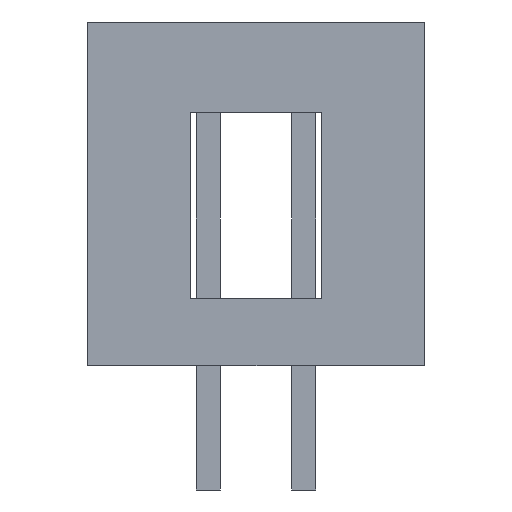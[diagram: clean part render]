
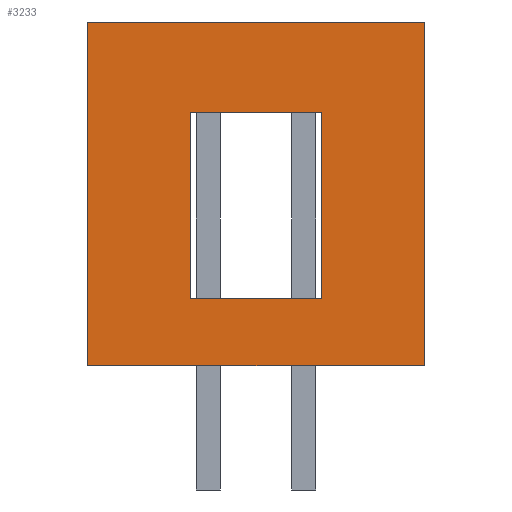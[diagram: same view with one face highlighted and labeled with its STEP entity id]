
A CAD part, left-side view. The second image highlights one B-rep face of the part: STEP entity #3233.
In plain terms, the highlighted planar face has unit normal (-1, 0, 0).
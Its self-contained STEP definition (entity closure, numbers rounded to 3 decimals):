
#2681=CARTESIAN_POINT('',(-8.89,-1.75,6.75));
#2682=VERTEX_POINT('',#2681);
#2697=CARTESIAN_POINT('',(-8.89,-1.75,1.8));
#2698=VERTEX_POINT('',#2697);
#2705=CARTESIAN_POINT('',(-8.89,-1.75,6.75));
#2706=DIRECTION('',(0.0,0.0,-1.0));
#2707=VECTOR('',#2706,4.95);
#2708=LINE('',#2705,#2707);
#2709=EDGE_CURVE('',#2682,#2698,#2708,.T.);
#2719=CARTESIAN_POINT('',(-8.89,1.75,6.75));
#2720=VERTEX_POINT('',#2719);
#2729=CARTESIAN_POINT('',(-8.89,1.75,1.8));
#2730=VERTEX_POINT('',#2729);
#2731=CARTESIAN_POINT('',(-8.89,1.75,1.8));
#2732=DIRECTION('',(0.0,0.0,1.0));
#2733=VECTOR('',#2732,4.95);
#2734=LINE('',#2731,#2733);
#2735=EDGE_CURVE('',#2730,#2720,#2734,.T.);
#2760=CARTESIAN_POINT('',(-8.89,1.75,6.75));
#2761=DIRECTION('',(0.0,-1.0,0.0));
#2762=VECTOR('',#2761,3.5);
#2763=LINE('',#2760,#2762);
#2764=EDGE_CURVE('',#2720,#2682,#2763,.T.);
#2939=CARTESIAN_POINT('',(-8.89,4.475,9.15));
#2940=VERTEX_POINT('',#2939);
#2947=CARTESIAN_POINT('',(-8.89,-4.475,9.15));
#2948=VERTEX_POINT('',#2947);
#2949=CARTESIAN_POINT('',(-8.89,-4.475,9.15));
#2950=DIRECTION('',(0.0,1.0,0.0));
#2951=VECTOR('',#2950,8.95);
#2952=LINE('',#2949,#2951);
#2953=EDGE_CURVE('',#2948,#2940,#2952,.T.);
#3103=CARTESIAN_POINT('',(-8.89,-1.75,1.8));
#3104=DIRECTION('',(0.0,1.0,0.0));
#3105=VECTOR('',#3104,3.5);
#3106=LINE('',#3103,#3105);
#3107=EDGE_CURVE('',#2698,#2730,#3106,.T.);
#3178=CARTESIAN_POINT('',(-8.89,-4.475,0.0));
#3179=VERTEX_POINT('',#3178);
#3180=CARTESIAN_POINT('',(-8.89,-4.475,0.0));
#3181=DIRECTION('',(0.0,0.0,1.0));
#3182=VECTOR('',#3181,9.15);
#3183=LINE('',#3180,#3182);
#3184=EDGE_CURVE('',#3179,#2948,#3183,.T.);
#3204=CARTESIAN_POINT('',(-8.89,-4.475,0.0));
#3205=DIRECTION('',(-1.0,0.0,0.0));
#3206=DIRECTION('',(0.0,0.0,1.0));
#3207=AXIS2_PLACEMENT_3D('',#3204,#3205,#3206);
#3208=PLANE('',#3207);
#3209=ORIENTED_EDGE('',*,*,#2953,.T.);
#3210=CARTESIAN_POINT('',(-8.89,4.475,0.0));
#3211=VERTEX_POINT('',#3210);
#3212=CARTESIAN_POINT('',(-8.89,4.475,0.0));
#3213=DIRECTION('',(0.0,0.0,1.0));
#3214=VECTOR('',#3213,9.15);
#3215=LINE('',#3212,#3214);
#3216=EDGE_CURVE('',#3211,#2940,#3215,.T.);
#3217=ORIENTED_EDGE('',*,*,#3216,.F.);
#3218=CARTESIAN_POINT('',(-8.89,-4.475,0.0));
#3219=DIRECTION('',(0.0,1.0,0.0));
#3220=VECTOR('',#3219,8.95);
#3221=LINE('',#3218,#3220);
#3222=EDGE_CURVE('',#3179,#3211,#3221,.T.);
#3223=ORIENTED_EDGE('',*,*,#3222,.F.);
#3224=ORIENTED_EDGE('',*,*,#3184,.T.);
#3225=EDGE_LOOP('',(#3209,#3217,#3223,#3224));
#3226=FACE_OUTER_BOUND('',#3225,.T.);
#3227=ORIENTED_EDGE('',*,*,#2735,.T.);
#3228=ORIENTED_EDGE('',*,*,#2764,.T.);
#3229=ORIENTED_EDGE('',*,*,#2709,.T.);
#3230=ORIENTED_EDGE('',*,*,#3107,.T.);
#3231=EDGE_LOOP('',(#3227,#3228,#3229,#3230));
#3232=FACE_BOUND('',#3231,.T.);
#3233=ADVANCED_FACE('',(#3226,#3232),#3208,.T.);
